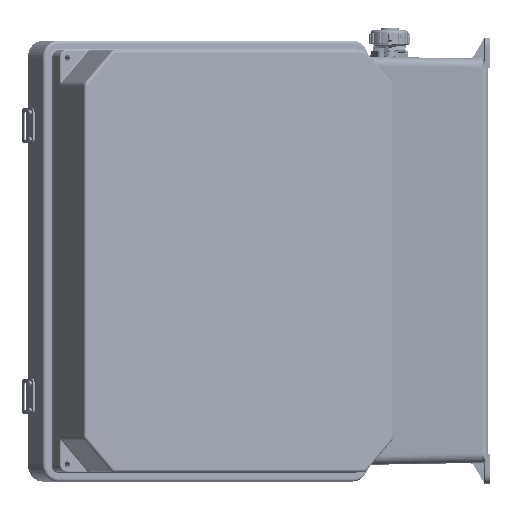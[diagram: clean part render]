
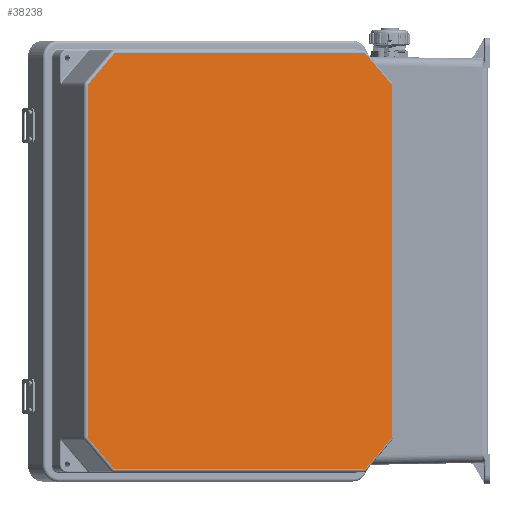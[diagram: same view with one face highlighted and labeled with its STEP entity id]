
A CAD part, left-side view. The second image highlights one B-rep face of the part: STEP entity #38238.
In plain terms, the highlighted face is planar.
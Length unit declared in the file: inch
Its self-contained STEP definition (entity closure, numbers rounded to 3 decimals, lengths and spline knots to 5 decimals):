
#1371 = CARTESIAN_POINT ( 'NONE',  ( -6.23622, 3.24803, -13.75511 ) ) ;
#5247 = EDGE_CURVE ( 'NONE', #13024, #86410, #109941, .T. ) ;
#5252 = CIRCLE ( 'NONE', #10958, 0.07874 ) ;
#9390 = VERTEX_POINT ( 'NONE', #80461 ) ;
#9896 = EDGE_CURVE ( 'NONE', #79273, #20080, #80961, .T. ) ;
#10485 = DIRECTION ( 'NONE',  ( 0., 0., -1. ) ) ;
#10958 = AXIS2_PLACEMENT_3D ( 'NONE', #43703, #46024, #81816 ) ;
#12004 = VERTEX_POINT ( 'NONE', #51104 ) ;
#13024 = VERTEX_POINT ( 'NONE', #101254 ) ;
#13637 = VECTOR ( 'NONE', #79524, 39.37008 ) ;
#15827 = ORIENTED_EDGE ( 'NONE', *, *, #108728, .T. ) ;
#17517 = CIRCLE ( 'NONE', #83122, 0.07874 ) ;
#19623 = VECTOR ( 'NONE', #29862, 39.37008 ) ;
#20080 = VERTEX_POINT ( 'NONE', #101151 ) ;
#20178 = DIRECTION ( 'NONE',  ( 0., 1., 0. ) ) ;
#20753 = DIRECTION ( 'NONE',  ( 1., 0., 0. ) ) ;
#20774 = EDGE_CURVE ( 'NONE', #84174, #74408, #75148, .T. ) ;
#20848 = VERTEX_POINT ( 'NONE', #65067 ) ;
#22658 = DIRECTION ( 'NONE',  ( 0., -1., 0. ) ) ;
#22751 = AXIS2_PLACEMENT_3D ( 'NONE', #42002, #22658, #94830 ) ;
#23890 = ORIENTED_EDGE ( 'NONE', *, *, #84317, .T. ) ;
#24680 = EDGE_CURVE ( 'NONE', #74408, #12004, #91484, .T. ) ;
#25031 = VERTEX_POINT ( 'NONE', #36782 ) ;
#26318 = CARTESIAN_POINT ( 'NONE',  ( 6.23622, 3.24803, -1.55985 ) ) ;
#27323 = VERTEX_POINT ( 'NONE', #51089 ) ;
#29281 = DIRECTION ( 'NONE',  ( 0., 1., 0. ) ) ;
#29383 = ORIENTED_EDGE ( 'NONE', *, *, #5247, .F. ) ;
#29729 = EDGE_CURVE ( 'NONE', #27323, #84174, #78128, .T. ) ;
#29862 = DIRECTION ( 'NONE',  ( 0.707, 0., 0.707 ) ) ;
#32866 = CARTESIAN_POINT ( 'NONE',  ( -6.21316, 3.24803, -1.50418 ) ) ;
#33297 = VECTOR ( 'NONE', #20753, 39.37008 ) ;
#33373 = CARTESIAN_POINT ( 'NONE',  ( -5.09763, 3.24803, -0.5 ) ) ;
#33463 = CARTESIAN_POINT ( 'NONE',  ( 5.09763, 3.24803, -14.81496 ) ) ;
#33522 = DIRECTION ( 'NONE',  ( 1., 0., 0. ) ) ;
#33647 = CIRCLE ( 'NONE', #114316, 0.07874 ) ;
#35186 = FACE_OUTER_BOUND ( 'NONE', #73047, .T. ) ;
#36520 = DIRECTION ( 'NONE',  ( 0., 0., -1. ) ) ;
#36782 = CARTESIAN_POINT ( 'NONE',  ( -5.1533, 3.24803, -14.87064 ) ) ;
#36940 = DIRECTION ( 'NONE',  ( 0., -1., 0. ) ) ;
#37553 = CARTESIAN_POINT ( 'NONE',  ( 5.1533, 3.24803, -14.87064 ) ) ;
#38001 = EDGE_CURVE ( 'NONE', #86410, #107738, #113333, .T. ) ;
#38238 = ADVANCED_FACE ( 'NONE', ( #35186 ), #63311, .T. ) ;
#38624 = EDGE_CURVE ( 'NONE', #107738, #98001, #33647, .T. ) ;
#39895 = AXIS2_PLACEMENT_3D ( 'NONE', #90799, #64374, #55596 ) ;
#40911 = ORIENTED_EDGE ( 'NONE', *, *, #92045, .T. ) ;
#41097 = DIRECTION ( 'NONE',  ( -0.707, 0., -0.707 ) ) ;
#41395 = CARTESIAN_POINT ( 'NONE',  ( 5.09763, 3.24803, -14.8937 ) ) ;
#41615 = ORIENTED_EDGE ( 'NONE', *, *, #20774, .F. ) ;
#41769 = ORIENTED_EDGE ( 'NONE', *, *, #63776, .T. ) ;
#42002 = CARTESIAN_POINT ( 'NONE',  ( 6.15748, 3.24803, -13.75511 ) ) ;
#42160 = DIRECTION ( 'NONE',  ( 0., 0., -1. ) ) ;
#42781 = ORIENTED_EDGE ( 'NONE', *, *, #29729, .F. ) ;
#43353 = VERTEX_POINT ( 'NONE', #89429 ) ;
#43703 = CARTESIAN_POINT ( 'NONE',  ( -6.15748, 3.24803, -13.75511 ) ) ;
#44773 = ORIENTED_EDGE ( 'NONE', *, *, #100005, .F. ) ;
#45033 = ORIENTED_EDGE ( 'NONE', *, *, #86795, .T. ) ;
#46024 = DIRECTION ( 'NONE',  ( 0., 1., 0. ) ) ;
#48343 = CARTESIAN_POINT ( 'NONE',  ( 6.15748, 3.24803, -1.55985 ) ) ;
#48359 = VECTOR ( 'NONE', #42160, 39.37008 ) ;
#48616 = CARTESIAN_POINT ( 'NONE',  ( 6.21316, 3.24803, -13.81078 ) ) ;
#48686 = CARTESIAN_POINT ( 'NONE',  ( -6.23622, 3.24803, -1.55985 ) ) ;
#48988 = CIRCLE ( 'NONE', #22751, 0.07874 ) ;
#51089 = CARTESIAN_POINT ( 'NONE',  ( -5.09763, 3.24803, -14.8937 ) ) ;
#51104 = CARTESIAN_POINT ( 'NONE',  ( 6.21316, 3.24803, -13.81078 ) ) ;
#52706 = LINE ( 'NONE', #97315, #48359 ) ;
#55412 = CARTESIAN_POINT ( 'NONE',  ( 5.09763, 3.24803, -0.42126 ) ) ;
#55596 = DIRECTION ( 'NONE',  ( 0., 0., 1. ) ) ;
#55986 = DIRECTION ( 'NONE',  ( 0., 0., 1. ) ) ;
#56724 = CIRCLE ( 'NONE', #39895, 0.07874 ) ;
#56748 = VECTOR ( 'NONE', #70726, 39.37008 ) ;
#57335 = ORIENTED_EDGE ( 'NONE', *, *, #63139, .T. ) ;
#58441 = LINE ( 'NONE', #71306, #56748 ) ;
#59289 = AXIS2_PLACEMENT_3D ( 'NONE', #33373, #69165, #76821 ) ;
#62470 = LINE ( 'NONE', #96556, #13637 ) ;
#63139 = EDGE_CURVE ( 'NONE', #9390, #78365, #58441, .T. ) ;
#63262 = EDGE_CURVE ( 'NONE', #25031, #20848, #62470, .T. ) ;
#63311 = PLANE ( 'NONE',  #115858 ) ;
#63387 = VERTEX_POINT ( 'NONE', #1371 ) ;
#63776 = EDGE_CURVE ( 'NONE', #27323, #25031, #17517, .T. ) ;
#63898 = CARTESIAN_POINT ( 'NONE',  ( 0., 3.24803, -0.32283 ) ) ;
#64374 = DIRECTION ( 'NONE',  ( 0., 1., 0. ) ) ;
#65067 = CARTESIAN_POINT ( 'NONE',  ( -6.21316, 3.24803, -13.81078 ) ) ;
#66289 = ORIENTED_EDGE ( 'NONE', *, *, #112433, .F. ) ;
#67239 = CARTESIAN_POINT ( 'NONE',  ( 6.21316, 3.24803, -1.50418 ) ) ;
#68388 = AXIS2_PLACEMENT_3D ( 'NONE', #48343, #20178, #55986 ) ;
#69165 = DIRECTION ( 'NONE',  ( 0., -1., 0. ) ) ;
#70726 = DIRECTION ( 'NONE',  ( 0.707, 0., -0.707 ) ) ;
#71306 = CARTESIAN_POINT ( 'NONE',  ( 6.21316, 3.24803, -1.50418 ) ) ;
#71743 = CARTESIAN_POINT ( 'NONE',  ( -5.09763, 3.24803, -14.81496 ) ) ;
#73013 = VECTOR ( 'NONE', #33522, 39.37008 ) ;
#73047 = EDGE_LOOP ( 'NONE', ( #15827, #73177, #44773, #85506, #41615, #42781, #41769, #103370, #45033, #66289, #88016, #78408, #29383, #23890, #40911, #57335 ) ) ;
#73177 = ORIENTED_EDGE ( 'NONE', *, *, #9896, .T. ) ;
#74083 = CIRCLE ( 'NONE', #68388, 0.07874 ) ;
#74313 = DIRECTION ( 'NONE',  ( 0., 0., 1. ) ) ;
#74408 = VERTEX_POINT ( 'NONE', #37553 ) ;
#75148 = CIRCLE ( 'NONE', #108945, 0.07874 ) ;
#76821 = DIRECTION ( 'NONE',  ( 0., 0., 1. ) ) ;
#77048 = CARTESIAN_POINT ( 'NONE',  ( -6.21316, 3.24803, -1.50418 ) ) ;
#78128 = LINE ( 'NONE', #113995, #73013 ) ;
#78365 = VERTEX_POINT ( 'NONE', #67239 ) ;
#78408 = ORIENTED_EDGE ( 'NONE', *, *, #38001, .F. ) ;
#79273 = VERTEX_POINT ( 'NONE', #26318 ) ;
#79524 = DIRECTION ( 'NONE',  ( -0.707, 0., 0.707 ) ) ;
#80461 = CARTESIAN_POINT ( 'NONE',  ( 5.1533, 3.24803, -0.44432 ) ) ;
#80555 = DIRECTION ( 'NONE',  ( 0., 1., 0. ) ) ;
#80961 = LINE ( 'NONE', #97988, #97208 ) ;
#81816 = DIRECTION ( 'NONE',  ( 0., 0., -1. ) ) ;
#83113 = DIRECTION ( 'NONE',  ( 0., -1., 0. ) ) ;
#83122 = AXIS2_PLACEMENT_3D ( 'NONE', #71743, #80555, #36520 ) ;
#84174 = VERTEX_POINT ( 'NONE', #41395 ) ;
#84317 = EDGE_CURVE ( 'NONE', #13024, #43353, #101769, .T. ) ;
#85506 = ORIENTED_EDGE ( 'NONE', *, *, #24680, .F. ) ;
#86410 = VERTEX_POINT ( 'NONE', #96083 ) ;
#86795 = EDGE_CURVE ( 'NONE', #20848, #63387, #5252, .T. ) ;
#88016 = ORIENTED_EDGE ( 'NONE', *, *, #38624, .F. ) ;
#89429 = CARTESIAN_POINT ( 'NONE',  ( 5.09763, 3.24803, -0.42126 ) ) ;
#90799 = CARTESIAN_POINT ( 'NONE',  ( 5.09763, 3.24803, -0.5 ) ) ;
#90916 = DIRECTION ( 'NONE',  ( 0., 0., -1. ) ) ;
#91484 = LINE ( 'NONE', #48616, #19623 ) ;
#91929 = CARTESIAN_POINT ( 'NONE',  ( -6.15748, 3.24803, -1.55985 ) ) ;
#92045 = EDGE_CURVE ( 'NONE', #43353, #9390, #56724, .T. ) ;
#94830 = DIRECTION ( 'NONE',  ( 0., 0., -1. ) ) ;
#96083 = CARTESIAN_POINT ( 'NONE',  ( -5.1533, 3.24803, -0.44432 ) ) ;
#96556 = CARTESIAN_POINT ( 'NONE',  ( -6.21316, 3.24803, -13.81078 ) ) ;
#97208 = VECTOR ( 'NONE', #10485, 39.37008 ) ;
#97315 = CARTESIAN_POINT ( 'NONE',  ( -6.23622, 3.24803, -7.65748 ) ) ;
#97988 = CARTESIAN_POINT ( 'NONE',  ( 6.23622, 3.24803, -7.65748 ) ) ;
#98001 = VERTEX_POINT ( 'NONE', #48686 ) ;
#98807 = VECTOR ( 'NONE', #41097, 39.37008 ) ;
#100005 = EDGE_CURVE ( 'NONE', #12004, #20080, #48988, .T. ) ;
#101151 = CARTESIAN_POINT ( 'NONE',  ( 6.23622, 3.24803, -13.75511 ) ) ;
#101254 = CARTESIAN_POINT ( 'NONE',  ( -5.09763, 3.24803, -0.42126 ) ) ;
#101769 = LINE ( 'NONE', #55412, #33297 ) ;
#103370 = ORIENTED_EDGE ( 'NONE', *, *, #63262, .T. ) ;
#107738 = VERTEX_POINT ( 'NONE', #77048 ) ;
#108728 = EDGE_CURVE ( 'NONE', #78365, #79273, #74083, .T. ) ;
#108945 = AXIS2_PLACEMENT_3D ( 'NONE', #33463, #36940, #90916 ) ;
#109941 = CIRCLE ( 'NONE', #59289, 0.07874 ) ;
#110877 = DIRECTION ( 'NONE',  ( 0., 0., 1. ) ) ;
#112433 = EDGE_CURVE ( 'NONE', #98001, #63387, #52706, .T. ) ;
#113333 = LINE ( 'NONE', #32866, #98807 ) ;
#113995 = CARTESIAN_POINT ( 'NONE',  ( 5.09763, 3.24803, -14.8937 ) ) ;
#114316 = AXIS2_PLACEMENT_3D ( 'NONE', #91929, #83113, #74313 ) ;
#115858 = AXIS2_PLACEMENT_3D ( 'NONE', #63898, #29281, #110877 ) ;
